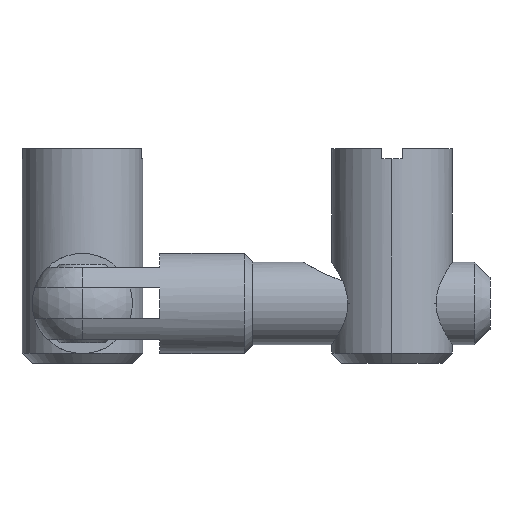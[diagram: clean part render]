
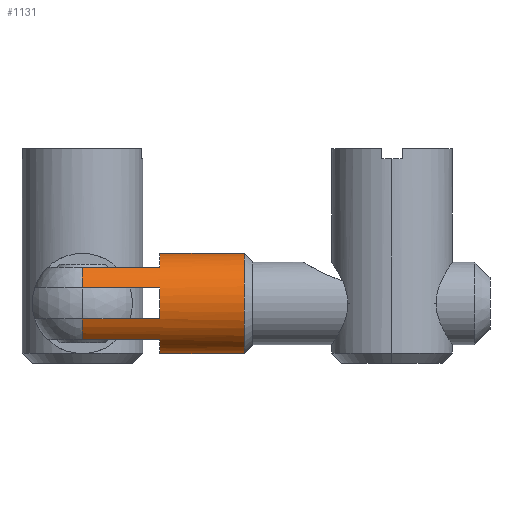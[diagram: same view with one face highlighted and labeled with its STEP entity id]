
A CAD part, left-side view. The second image highlights one B-rep face of the part: STEP entity #1131.
In plain terms, the highlighted cylindrical face has radius 4.85 mm (diameter 9.7 mm), a partial arc.
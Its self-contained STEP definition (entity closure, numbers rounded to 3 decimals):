
#15 = ORIENTED_EDGE ( 'NONE', *, *, #2435, .T. ) ;
#82 = DIRECTION ( 'NONE',  ( 1., 0., 0. ) ) ;
#85 = CARTESIAN_POINT ( 'NONE',  ( -16.5, -4.612, 1.5 ) ) ;
#97 = CARTESIAN_POINT ( 'NONE',  ( -9., 0., 0. ) ) ;
#115 = CARTESIAN_POINT ( 'NONE',  ( -9., -4.612, 1.5 ) ) ;
#118 = EDGE_CURVE ( 'NONE', #2414, #557, #1473, .T. ) ;
#162 = LINE ( 'NONE', #2314, #2001 ) ;
#171 = VERTEX_POINT ( 'NONE', #2099 ) ;
#177 = CIRCLE ( 'NONE', #994, 4.85 ) ;
#223 = CARTESIAN_POINT ( 'NONE',  ( -22., -3.357, -3.5 ) ) ;
#263 = CARTESIAN_POINT ( 'NONE',  ( -9., 0., -4.85 ) ) ;
#373 = LINE ( 'NONE', #1253, #1861 ) ;
#390 = EDGE_LOOP ( 'NONE', ( #1608, #655, #2135, #1222, #431, #1462, #3188, #1792, #575, #549, #15, #2449 ) ) ;
#411 = VECTOR ( 'NONE', #3034, 1000. ) ;
#431 = ORIENTED_EDGE ( 'NONE', *, *, #899, .T. ) ;
#504 = DIRECTION ( 'NONE',  ( 1., 0., 0. ) ) ;
#549 = ORIENTED_EDGE ( 'NONE', *, *, #1952, .T. ) ;
#557 = VERTEX_POINT ( 'NONE', #2330 ) ;
#566 = AXIS2_PLACEMENT_3D ( 'NONE', #1395, #3073, #1638 ) ;
#575 = ORIENTED_EDGE ( 'NONE', *, *, #2972, .T. ) ;
#655 = ORIENTED_EDGE ( 'NONE', *, *, #963, .T. ) ;
#663 = CARTESIAN_POINT ( 'NONE',  ( -22., -3.357, 3.5 ) ) ;
#703 = VERTEX_POINT ( 'NONE', #2421 ) ;
#744 = VERTEX_POINT ( 'NONE', #1020 ) ;
#869 = DIRECTION ( 'NONE',  ( -1., 0., 0. ) ) ;
#875 = CARTESIAN_POINT ( 'NONE',  ( -0.8, 0., 0. ) ) ;
#888 = VERTEX_POINT ( 'NONE', #2704 ) ;
#899 = EDGE_CURVE ( 'NONE', #1209, #2102, #3099, .T. ) ;
#962 = CIRCLE ( 'NONE', #2567, 4.85 ) ;
#963 = EDGE_CURVE ( 'NONE', #2711, #1656, #177, .T. ) ;
#994 = AXIS2_PLACEMENT_3D ( 'NONE', #97, #1844, #2490 ) ;
#1020 = CARTESIAN_POINT ( 'NONE',  ( -9., -4.612, -1.5 ) ) ;
#1038 = CARTESIAN_POINT ( 'NONE',  ( -9., 0., 4.85 ) ) ;
#1091 = LINE ( 'NONE', #1348, #411 ) ;
#1125 = CARTESIAN_POINT ( 'NONE',  ( -9., 0., 0. ) ) ;
#1131 = ADVANCED_FACE ( 'NONE', ( #1208 ), #1786, .T. ) ;
#1172 = VECTOR ( 'NONE', #1353, 1000. ) ;
#1208 = FACE_OUTER_BOUND ( 'NONE', #390, .T. ) ;
#1209 = VERTEX_POINT ( 'NONE', #85 ) ;
#1222 = ORIENTED_EDGE ( 'NONE', *, *, #2588, .T. ) ;
#1253 = CARTESIAN_POINT ( 'NONE',  ( -22., -4.612, -1.5 ) ) ;
#1276 = CARTESIAN_POINT ( 'NONE',  ( -16.5, 0., 0. ) ) ;
#1348 = CARTESIAN_POINT ( 'NONE',  ( -22., 0., 4.85 ) ) ;
#1353 = DIRECTION ( 'NONE',  ( 1., 0., 0. ) ) ;
#1372 = DIRECTION ( 'NONE',  ( 0., 0., -1. ) ) ;
#1395 = CARTESIAN_POINT ( 'NONE',  ( -9., 0., 0. ) ) ;
#1452 = AXIS2_PLACEMENT_3D ( 'NONE', #875, #869, #2360 ) ;
#1462 = ORIENTED_EDGE ( 'NONE', *, *, #2355, .T. ) ;
#1473 = CIRCLE ( 'NONE', #1452, 4.85 ) ;
#1485 = CARTESIAN_POINT ( 'NONE',  ( -16.5, 0., 0. ) ) ;
#1533 = DIRECTION ( 'NONE',  ( 0., 0., -1. ) ) ;
#1608 = ORIENTED_EDGE ( 'NONE', *, *, #2315, .F. ) ;
#1638 = DIRECTION ( 'NONE',  ( 0., 0., -1. ) ) ;
#1656 = VERTEX_POINT ( 'NONE', #2686 ) ;
#1672 = EDGE_CURVE ( 'NONE', #744, #1869, #373, .T. ) ;
#1721 = DIRECTION ( 'NONE',  ( 0., 0., -1. ) ) ;
#1738 = CIRCLE ( 'NONE', #566, 4.85 ) ;
#1786 = CYLINDRICAL_SURFACE ( 'NONE', #2616, 4.85 ) ;
#1792 = ORIENTED_EDGE ( 'NONE', *, *, #2655, .T. ) ;
#1844 = DIRECTION ( 'NONE',  ( 1., 0., 0. ) ) ;
#1861 = VECTOR ( 'NONE', #2936, 1000. ) ;
#1869 = VERTEX_POINT ( 'NONE', #2795 ) ;
#1952 = EDGE_CURVE ( 'NONE', #888, #2331, #1738, .T. ) ;
#2001 = VECTOR ( 'NONE', #2333, 1000. ) ;
#2099 = CARTESIAN_POINT ( 'NONE',  ( -16.5, -3.357, 3.5 ) ) ;
#2102 = VERTEX_POINT ( 'NONE', #115 ) ;
#2110 = LINE ( 'NONE', #663, #2974 ) ;
#2135 = ORIENTED_EDGE ( 'NONE', *, *, #3256, .T. ) ;
#2168 = CARTESIAN_POINT ( 'NONE',  ( -22., 0., 0. ) ) ;
#2172 = DIRECTION ( 'NONE',  ( -1., 0., 0. ) ) ;
#2176 = CARTESIAN_POINT ( 'NONE',  ( -22., -4.612, 1.5 ) ) ;
#2280 = CIRCLE ( 'NONE', #2515, 4.85 ) ;
#2281 = VECTOR ( 'NONE', #504, 1000. ) ;
#2314 = CARTESIAN_POINT ( 'NONE',  ( -22., 0., -4.85 ) ) ;
#2315 = EDGE_CURVE ( 'NONE', #2711, #557, #1091, .T. ) ;
#2322 = CARTESIAN_POINT ( 'NONE',  ( -0.8, 0., -4.85 ) ) ;
#2330 = CARTESIAN_POINT ( 'NONE',  ( -0.8, 0., 4.85 ) ) ;
#2331 = VERTEX_POINT ( 'NONE', #263 ) ;
#2333 = DIRECTION ( 'NONE',  ( 1., 0., 0. ) ) ;
#2353 = LINE ( 'NONE', #223, #2281 ) ;
#2355 = EDGE_CURVE ( 'NONE', #2102, #744, #2280, .T. ) ;
#2360 = DIRECTION ( 'NONE',  ( 0., 0., 1. ) ) ;
#2414 = VERTEX_POINT ( 'NONE', #2322 ) ;
#2421 = CARTESIAN_POINT ( 'NONE',  ( -16.5, -3.357, -3.5 ) ) ;
#2435 = EDGE_CURVE ( 'NONE', #2331, #2414, #162, .T. ) ;
#2449 = ORIENTED_EDGE ( 'NONE', *, *, #118, .T. ) ;
#2450 = DIRECTION ( 'NONE',  ( 0., 0., -1. ) ) ;
#2490 = DIRECTION ( 'NONE',  ( 0., 0., -1. ) ) ;
#2515 = AXIS2_PLACEMENT_3D ( 'NONE', #1125, #2815, #1372 ) ;
#2567 = AXIS2_PLACEMENT_3D ( 'NONE', #1276, #2961, #1533 ) ;
#2588 = EDGE_CURVE ( 'NONE', #171, #1209, #2631, .T. ) ;
#2616 = AXIS2_PLACEMENT_3D ( 'NONE', #2168, #82, #2450 ) ;
#2631 = CIRCLE ( 'NONE', #3117, 4.85 ) ;
#2655 = EDGE_CURVE ( 'NONE', #1869, #703, #962, .T. ) ;
#2686 = CARTESIAN_POINT ( 'NONE',  ( -9., -3.357, 3.5 ) ) ;
#2704 = CARTESIAN_POINT ( 'NONE',  ( -9., -3.357, -3.5 ) ) ;
#2711 = VERTEX_POINT ( 'NONE', #1038 ) ;
#2795 = CARTESIAN_POINT ( 'NONE',  ( -16.5, -4.612, -1.5 ) ) ;
#2815 = DIRECTION ( 'NONE',  ( 1., 0., 0. ) ) ;
#2936 = DIRECTION ( 'NONE',  ( -1., 0., 0. ) ) ;
#2961 = DIRECTION ( 'NONE',  ( 1., 0., 0. ) ) ;
#2972 = EDGE_CURVE ( 'NONE', #703, #888, #2353, .T. ) ;
#2974 = VECTOR ( 'NONE', #2172, 1000. ) ;
#3034 = DIRECTION ( 'NONE',  ( 1., 0., 0. ) ) ;
#3073 = DIRECTION ( 'NONE',  ( 1., 0., 0. ) ) ;
#3099 = LINE ( 'NONE', #2176, #1172 ) ;
#3117 = AXIS2_PLACEMENT_3D ( 'NONE', #1485, #3175, #1721 ) ;
#3175 = DIRECTION ( 'NONE',  ( 1., 0., 0. ) ) ;
#3188 = ORIENTED_EDGE ( 'NONE', *, *, #1672, .T. ) ;
#3256 = EDGE_CURVE ( 'NONE', #1656, #171, #2110, .T. ) ;
